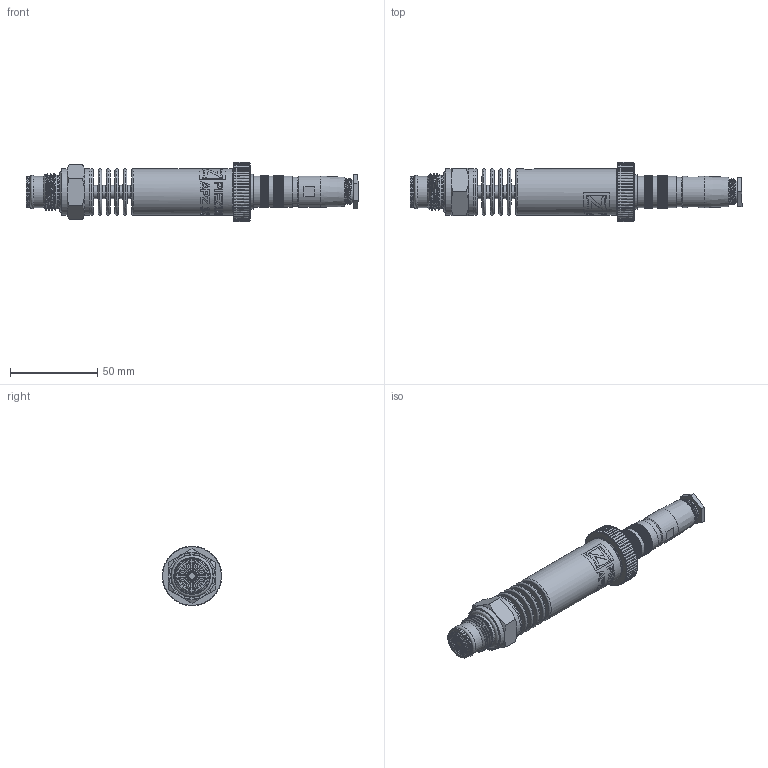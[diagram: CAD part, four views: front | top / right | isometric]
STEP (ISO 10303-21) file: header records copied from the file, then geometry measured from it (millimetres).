
FILE_DESCRIPTION(/* description */ (''),/* implementation_level */ '2;1');
FILE_NAME(/* name */ 'APZ3420m_G1''2DIN-solidflush_radiator_7.step',/* time_stamp */ '2021-07-06T15:57:12+03:00',/* author */ (''),/* organization */ (''),/* preprocessor_version */ 'ST-DEVELOPER v18.1',/* originating_system */ 'Autodesk Translation Framework v10.9.0.1377',/* authorisation */ '');
FILE_SCHEMA (('AUTOMOTIVE_DESIGN { 1 0 10303 214 3 1 1 }'));
Length unit declared in the file: millimetre
Products named in the file (8): АПЗ 3420м заполненная; OMAL nut M27x1.5; Ш100.000.005; Binder 723 assembly; Binder 723 female; Binder 723 male; shell radiator; G 1/2 flush diaphragm
Assembly tree (7 placements, depth 3):
  АПЗ 3420м заполненная
    OMAL nut M27x1.5
    Ш100.000.005
    Binder 723 assembly
      Binder 723 female
      Binder 723 male
    shell radiator
    G 1/2 flush diaphragm
Bounding box: 190.08 x 34 x 34 mm (x, y, z)
Volume: 74614.9 mm3; surface area: 32519.6 mm2
Topology: 10 solids, 10 shells, 3623 faces, 9163 edges, 5992 vertices
Faces by surface type: plane 2171, cylinder 630, bspline 468, cone 312, torus 42
Full cylindrical faces by diameter (mm): 1 x15, 1.5 x5, 2 x2, 4 x1, 7.183 x1, 7.5 x5, 10 x1, 11.8 x1, 12 x1, 13 x1, 13.5 x1, 13.741 x3, 14.884 x2, 15 x1, 15.044 x5, 15.2 x1, 15.908 x4, 16.8 x1, 17.044 x7, 17.283 x6, 17.4 x1, 17.6 x1, 17.908 x7, 18 x7, 18.124 x7, 18.161 x2, 18.4 x1, 18.631 x2, 20 x1, 21.4 x2
Entity records: 135326 total; most frequent: CARTESIAN_POINT 48875, DIRECTION 18363, ORIENTED_EDGE 18326, EDGE_CURVE 9163, AXIS2_PLACEMENT_3D 7927, VERTEX_POINT 5992, EDGE_LOOP 4065, ELLIPSE 3870
